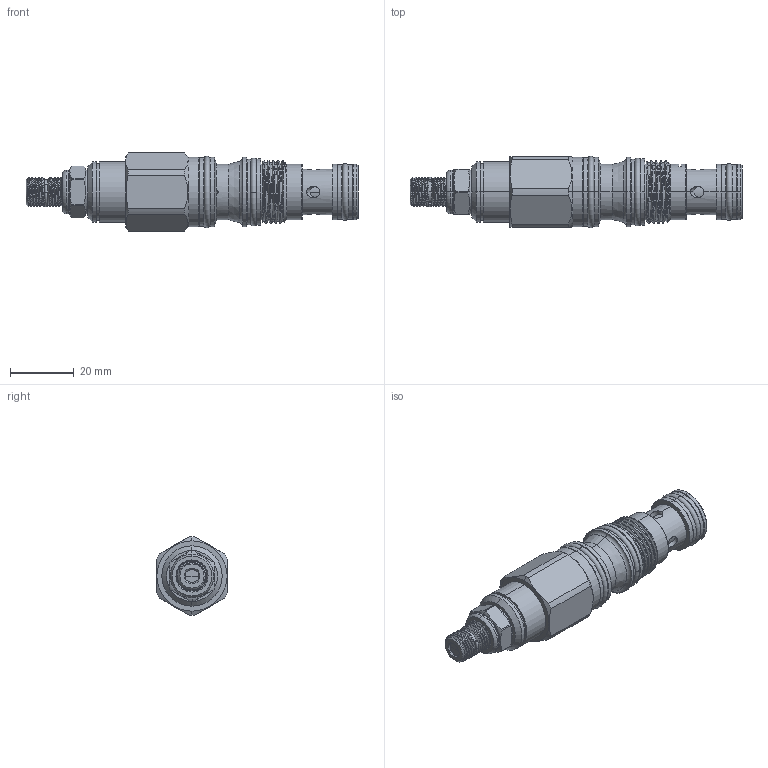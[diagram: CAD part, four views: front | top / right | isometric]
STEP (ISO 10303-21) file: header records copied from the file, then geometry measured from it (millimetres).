
FILE_DESCRIPTION (( 'STEP AP203' ), '1' );
FILE_NAME ('PG11A30-L.STEP', '2024-06-05T07:08:13', ( '' ), ( '' ), 'SwSTEP 2.0', 'SolidWorks 2018', '' );
FILE_SCHEMA (( 'CONFIG_CONTROL_DESIGN' ));
Length unit declared in the file: millimetre
Products named in the file (1): PG11A30-L
Bounding box: 104.53 x 22.55 x 24.6 mm (x, y, z)
Volume: 27612.8 mm3; surface area: 8832.8 mm2
Topology: 1 solids, 1 shells, 308 faces, 749 edges, 470 vertices
Faces by surface type: cylinder 149, plane 57, cone 53, torus 38, bspline 11
Entity records: 17906 total; most frequent: CARTESIAN_POINT 10899, ORIENTED_EDGE 1494, DIRECTION 1442, EDGE_CURVE 747, AXIS2_PLACEMENT_3D 612, VERTEX_POINT 470, EDGE_LOOP 339, CIRCLE 314
